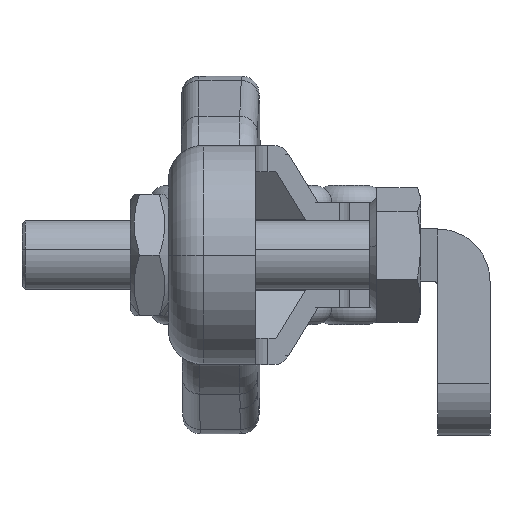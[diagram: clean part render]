
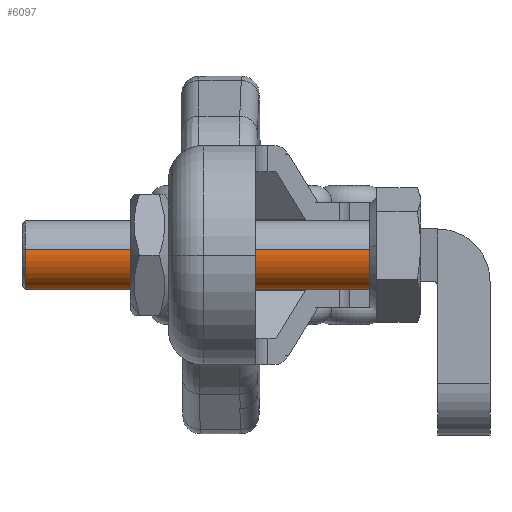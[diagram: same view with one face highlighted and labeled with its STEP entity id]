
A CAD part, left-side view. The second image highlights one B-rep face of the part: STEP entity #6097.
In plain terms, the highlighted cylindrical face has radius 2 mm (diameter 4 mm), a partial arc.
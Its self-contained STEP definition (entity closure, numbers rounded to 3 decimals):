
#6097 = ADVANCED_FACE ( 'NONE', ( #7821 ), #7818, .T. ) ;
#6412 = AXIS2_PLACEMENT_3D ( 'NONE', #15697, #15695, #15689 ) ;
#6532 = AXIS2_PLACEMENT_3D ( 'NONE', #19322, #19323, #19324 ) ;
#6533 = AXIS2_PLACEMENT_3D ( 'NONE', #19327, #19328, #19329 ) ;
#7818 = CYLINDRICAL_SURFACE ( 'NONE', #6412, 2. ) ;
#7821 = FACE_OUTER_BOUND ( 'NONE', #13900, .T. ) ;
#8160 = CIRCLE ( 'NONE', #6532, 2. ) ;
#8163 = LINE ( 'NONE', #19320, #8167 ) ;
#8166 = CIRCLE ( 'NONE', #6533, 2. ) ;
#8167 = VECTOR ( 'NONE', #19326, 1000. ) ;
#8168 = LINE ( 'NONE', #19325, #8170 ) ;
#8170 = VECTOR ( 'NONE', #19315, 1000. ) ;
#10637 = EDGE_CURVE ( 'NONE', #14420, #14390, #8160, .T. ) ;
#10639 = EDGE_CURVE ( 'NONE', #14390, #14375, #8163, .T. ) ;
#10640 = EDGE_CURVE ( 'NONE', #14375, #16102, #8166, .T. ) ;
#10641 = EDGE_CURVE ( 'NONE', #14420, #16102, #8168, .T. ) ;
#13900 = EDGE_LOOP ( 'NONE', ( #25882, #25866, #25877, #25830 ) ) ;
#14375 = VERTEX_POINT ( 'NONE', #24834 ) ;
#14390 = VERTEX_POINT ( 'NONE', #24849 ) ;
#14420 = VERTEX_POINT ( 'NONE', #24879 ) ;
#15689 = DIRECTION ( 'NONE',  ( 0., 0., 1. ) ) ;
#15695 = DIRECTION ( 'NONE',  ( -1., 0., 0. ) ) ;
#15697 = CARTESIAN_POINT ( 'NONE',  ( 22.925, 0., 0. ) ) ;
#16102 = VERTEX_POINT ( 'NONE', #25305 ) ;
#19315 = DIRECTION ( 'NONE',  ( -1., 0., 0. ) ) ;
#19320 = CARTESIAN_POINT ( 'NONE',  ( 22.925, 0., -2. ) ) ;
#19322 = CARTESIAN_POINT ( 'NONE',  ( 22.725, 0., 0. ) ) ;
#19323 = DIRECTION ( 'NONE',  ( -1., 0., 0. ) ) ;
#19324 = DIRECTION ( 'NONE',  ( 0., 0., -1. ) ) ;
#19325 = CARTESIAN_POINT ( 'NONE',  ( 22.925, 0., 2. ) ) ;
#19326 = DIRECTION ( 'NONE',  ( -1., 0., 0. ) ) ;
#19327 = CARTESIAN_POINT ( 'NONE',  ( 2.925, 0., 0. ) ) ;
#19328 = DIRECTION ( 'NONE',  ( 1., 0., 0. ) ) ;
#19329 = DIRECTION ( 'NONE',  ( 0., 0., -1. ) ) ;
#24834 = CARTESIAN_POINT ( 'NONE',  ( 2.925, 0., -2. ) ) ;
#24849 = CARTESIAN_POINT ( 'NONE',  ( 22.725, 0., -2. ) ) ;
#24879 = CARTESIAN_POINT ( 'NONE',  ( 22.725, 0., 2. ) ) ;
#25305 = CARTESIAN_POINT ( 'NONE',  ( 2.925, 0., 2. ) ) ;
#25830 = ORIENTED_EDGE ( 'NONE', *, *, #10641, .F. ) ;
#25866 = ORIENTED_EDGE ( 'NONE', *, *, #10639, .T. ) ;
#25877 = ORIENTED_EDGE ( 'NONE', *, *, #10640, .T. ) ;
#25882 = ORIENTED_EDGE ( 'NONE', *, *, #10637, .T. ) ;
